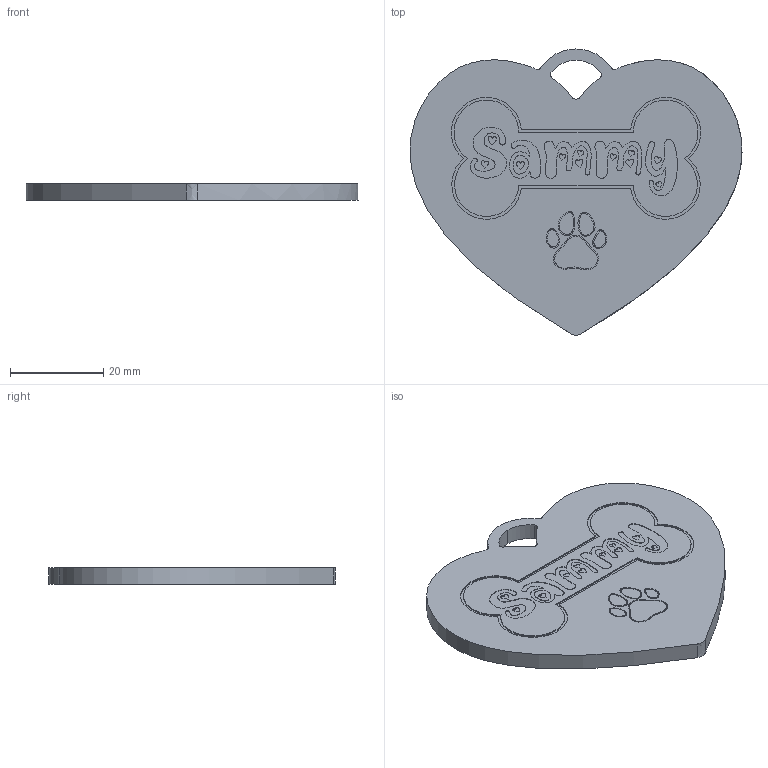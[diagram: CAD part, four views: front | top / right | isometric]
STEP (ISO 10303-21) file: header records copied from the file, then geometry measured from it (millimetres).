
FILE_DESCRIPTION(/* description */ (''),/* implementation_level */ '2;1');
FILE_NAME(/* name */ 'FobTemplate01 v7.step',/* time_stamp */ '2020-11-19T17:23:34+00:00',/* author */ (''),/* organization */ (''),/* preprocessor_version */ 'ST-DEVELOPER v18.1',/* originating_system */ 'Autodesk Translation Framework v9.3.0.1241',/* authorisation */ '');
FILE_SCHEMA (('AUTOMOTIVE_DESIGN { 1 0 10303 214 3 1 1 }'));
Length unit declared in the file: millimetre
Products named in the file (2): FobTemplate01; FobTemplate01_
Assembly tree (1 placements, depth 2):
  FobTemplate01
    FobTemplate01_
Bounding box: 71.12 x 61.3 x 3.6 mm (x, y, z)
Volume: 10947.5 mm3; surface area: 7116.9 mm2
Topology: 1 solids, 1 shells, 380 faces, 1047 edges, 698 vertices
Faces by surface type: bspline 315, plane 44, cylinder 21
Entity records: 16679 total; most frequent: CARTESIAN_POINT 9107, ORIENTED_EDGE 2094, EDGE_CURVE 1047, VERTEX_POINT 698, B_SPLINE_CURVE_WITH_KNOTS 618, DIRECTION 593, EDGE_LOOP 411, FACE_OUTER_BOUND 380
